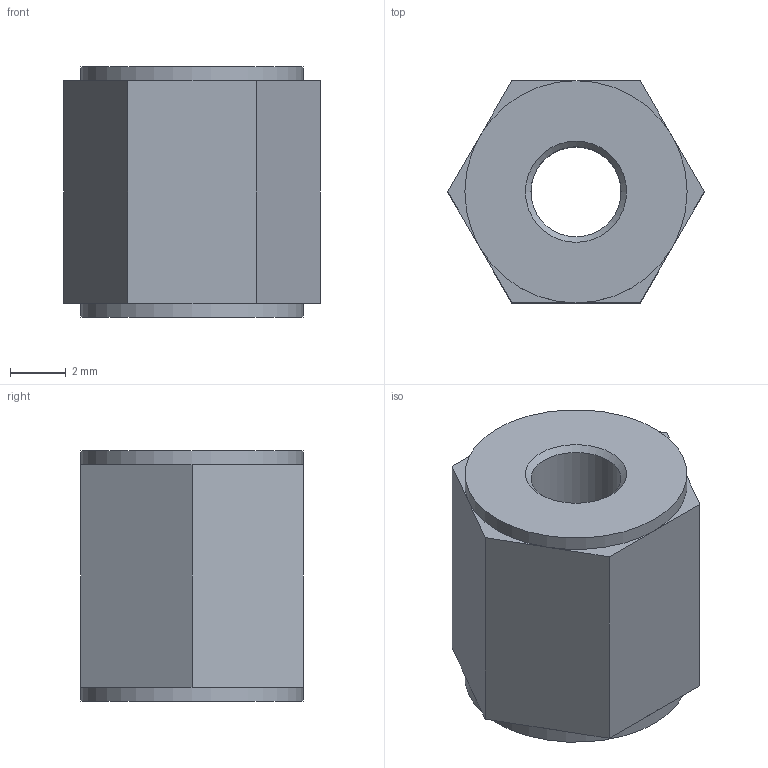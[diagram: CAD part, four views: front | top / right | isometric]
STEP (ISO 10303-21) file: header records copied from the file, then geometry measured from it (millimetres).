
FILE_DESCRIPTION(/* description */ ('Unknown'),/* implementation_level */ '2;1');
FILE_NAME(/* name */ '970090485',/* time_stamp */ '2023-06-02T08:39:50+02:00',/* author */ ('Unknown'),/* organization */ ('Unknown'),/* preprocessor_version */ 'ST-DEVELOPER v16.7',/* originating_system */ 'Solid Edge',/* authorisation */ 'Unknown');
FILE_SCHEMA (('AUTOMOTIVE_DESIGN {1 0 10303 214 3 1 1}'));
Length unit declared in the file: millimetre
Products named in the file (1): 970090485
Bounding box: 9.24 x 8 x 9 mm (x, y, z)
Volume: 419 mm3; surface area: 430.6 mm2
Topology: 1 solids, 1 shells, 25 faces, 57 edges, 34 vertices
Faces by surface type: plane 20, cylinder 3, cone 2
Full cylindrical faces by diameter (mm): 3.242 x1, 8 x2
Entity records: 835 total; most frequent: DIRECTION 118, CARTESIAN_POINT 104, ORIENTED_EDGE 96, EDGE_CURVE 48, AXIS2_PLACEMENT_3D 44, EDGE_LOOP 32, FACE_BOUND 32, LINE 30
